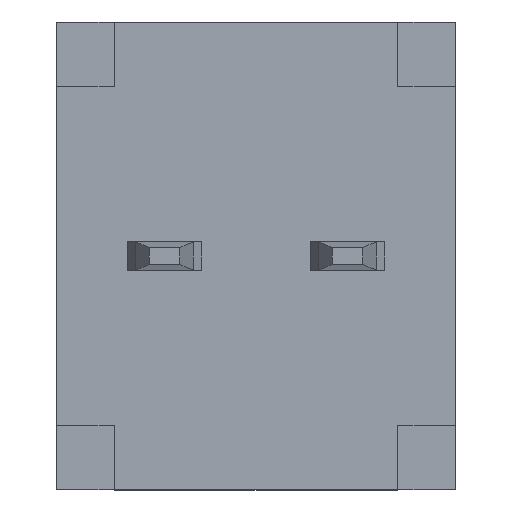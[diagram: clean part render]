
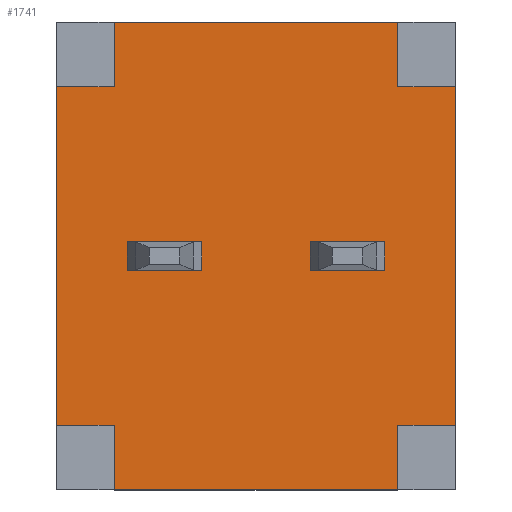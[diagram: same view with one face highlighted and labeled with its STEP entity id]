
A CAD part, front view. The second image highlights one B-rep face of the part: STEP entity #1741.
In plain terms, the highlighted planar face has unit normal (0, -1, 0).
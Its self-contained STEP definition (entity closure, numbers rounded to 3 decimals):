
#2 = LINE ( 'NONE', #801, #2350 ) ;
#17 = CARTESIAN_POINT ( 'NONE',  ( -2.77, 4.1, 2.35 ) ) ;
#53 = VECTOR ( 'NONE', #1450, 1000. ) ;
#136 = EDGE_CURVE ( 'NONE', #1264, #1775, #784, .T. ) ;
#272 = ORIENTED_EDGE ( 'NONE', *, *, #3681, .F. ) ;
#279 = LINE ( 'NONE', #3525, #1046 ) ;
#282 = CARTESIAN_POINT ( 'NONE',  ( 2.77, 4.1, 2.35 ) ) ;
#431 = CARTESIAN_POINT ( 'NONE',  ( 2.77, 4.1, 2.35 ) ) ;
#470 = VERTEX_POINT ( 'NONE', #2838 ) ;
#522 = VECTOR ( 'NONE', #1120, 1000. ) ;
#531 = DIRECTION ( 'NONE',  ( -1., 0., 0. ) ) ;
#579 = DIRECTION ( 'NONE',  ( 0., 0., 1. ) ) ;
#635 = LINE ( 'NONE', #2356, #3468 ) ;
#654 = ORIENTED_EDGE ( 'NONE', *, *, #3269, .T. ) ;
#732 = LINE ( 'NONE', #17, #53 ) ;
#784 = LINE ( 'NONE', #3405, #923 ) ;
#801 = CARTESIAN_POINT ( 'NONE',  ( 2.77, 4.1, 3.25 ) ) ;
#805 = ORIENTED_EDGE ( 'NONE', *, *, #3452, .F. ) ;
#869 = DIRECTION ( 'NONE',  ( -1., 0., 0. ) ) ;
#923 = VECTOR ( 'NONE', #1974, 1000. ) ;
#1046 = VECTOR ( 'NONE', #1540, 1000. ) ;
#1062 = LINE ( 'NONE', #1483, #2796 ) ;
#1118 = CARTESIAN_POINT ( 'NONE',  ( 2.77, 4.1, -2.35 ) ) ;
#1120 = DIRECTION ( 'NONE',  ( -1., 0., 0. ) ) ;
#1141 = EDGE_LOOP ( 'NONE', ( #2866, #2380, #2262, #1155, #805, #3444, #3664, #272, #654, #1237, #2757, #3457 ) ) ;
#1155 = ORIENTED_EDGE ( 'NONE', *, *, #3086, .F. ) ;
#1165 = EDGE_CURVE ( 'NONE', #3523, #2834, #3124, .T. ) ;
#1237 = ORIENTED_EDGE ( 'NONE', *, *, #2351, .T. ) ;
#1262 = CARTESIAN_POINT ( 'NONE',  ( 1.97, 4.1, 2.35 ) ) ;
#1264 = VERTEX_POINT ( 'NONE', #3223 ) ;
#1323 = LINE ( 'NONE', #431, #1951 ) ;
#1450 = DIRECTION ( 'NONE',  ( 0., 0., -1. ) ) ;
#1478 = EDGE_CURVE ( 'NONE', #2227, #2834, #2443, .T. ) ;
#1483 = CARTESIAN_POINT ( 'NONE',  ( 2.77, 4.1, -2.35 ) ) ;
#1536 = VERTEX_POINT ( 'NONE', #2232 ) ;
#1540 = DIRECTION ( 'NONE',  ( 0., 0., -1. ) ) ;
#1543 = CARTESIAN_POINT ( 'NONE',  ( 1.97, 4.1, 3.25 ) ) ;
#1608 = CARTESIAN_POINT ( 'NONE',  ( -1.97, 4.1, 3.25 ) ) ;
#1616 = CARTESIAN_POINT ( 'NONE',  ( -1.97, 4.1, -2.35 ) ) ;
#1635 = CARTESIAN_POINT ( 'NONE',  ( 1.97, 4.1, -2.35 ) ) ;
#1652 = AXIS2_PLACEMENT_3D ( 'NONE', #282, #2297, #579 ) ;
#1675 = CARTESIAN_POINT ( 'NONE',  ( 1.97, 4.1, -3.25 ) ) ;
#1741 = ADVANCED_FACE ( 'NONE', ( #1815 ), #2016, .F. ) ;
#1748 = CARTESIAN_POINT ( 'NONE',  ( 1.97, 4.1, 3.25 ) ) ;
#1762 = DIRECTION ( 'NONE',  ( 0., 0., -1. ) ) ;
#1775 = VERTEX_POINT ( 'NONE', #1262 ) ;
#1815 = FACE_OUTER_BOUND ( 'NONE', #1141, .T. ) ;
#1817 = LINE ( 'NONE', #2596, #3166 ) ;
#1860 = VECTOR ( 'NONE', #3660, 1000. ) ;
#1905 = VERTEX_POINT ( 'NONE', #2738 ) ;
#1910 = VERTEX_POINT ( 'NONE', #1934 ) ;
#1922 = DIRECTION ( 'NONE',  ( -1., 0., 0. ) ) ;
#1934 = CARTESIAN_POINT ( 'NONE',  ( 2.77, 4.1, -2.35 ) ) ;
#1951 = VECTOR ( 'NONE', #2221, 1000. ) ;
#1974 = DIRECTION ( 'NONE',  ( -1., 0., 0. ) ) ;
#2016 = PLANE ( 'NONE',  #1652 ) ;
#2187 = EDGE_CURVE ( 'NONE', #2227, #1905, #1062, .T. ) ;
#2214 = CARTESIAN_POINT ( 'NONE',  ( 0., 4.1, -3.25 ) ) ;
#2221 = DIRECTION ( 'NONE',  ( 0., 0., -1. ) ) ;
#2227 = VERTEX_POINT ( 'NONE', #1616 ) ;
#2232 = CARTESIAN_POINT ( 'NONE',  ( -1.97, 4.1, 2.35 ) ) ;
#2262 = ORIENTED_EDGE ( 'NONE', *, *, #1165, .F. ) ;
#2297 = DIRECTION ( 'NONE',  ( 0., 1., 0. ) ) ;
#2350 = VECTOR ( 'NONE', #1922, 1000. ) ;
#2351 = EDGE_CURVE ( 'NONE', #470, #1536, #1817, .T. ) ;
#2356 = CARTESIAN_POINT ( 'NONE',  ( 2.77, 4.1, 2.35 ) ) ;
#2380 = ORIENTED_EDGE ( 'NONE', *, *, #1478, .T. ) ;
#2443 = LINE ( 'NONE', #1608, #1860 ) ;
#2499 = CARTESIAN_POINT ( 'NONE',  ( -1.97, 4.1, -3.25 ) ) ;
#2511 = LINE ( 'NONE', #1748, #2923 ) ;
#2577 = VERTEX_POINT ( 'NONE', #3274 ) ;
#2596 = CARTESIAN_POINT ( 'NONE',  ( -1.97, 4.1, 3.25 ) ) ;
#2633 = EDGE_CURVE ( 'NONE', #1264, #1910, #1323, .T. ) ;
#2727 = VERTEX_POINT ( 'NONE', #1543 ) ;
#2738 = CARTESIAN_POINT ( 'NONE',  ( -2.77, 4.1, -2.35 ) ) ;
#2757 = ORIENTED_EDGE ( 'NONE', *, *, #3607, .T. ) ;
#2796 = VECTOR ( 'NONE', #869, 1000. ) ;
#2834 = VERTEX_POINT ( 'NONE', #2499 ) ;
#2838 = CARTESIAN_POINT ( 'NONE',  ( -1.97, 4.1, 3.25 ) ) ;
#2866 = ORIENTED_EDGE ( 'NONE', *, *, #2187, .F. ) ;
#2882 = DIRECTION ( 'NONE',  ( 0., 0., -1. ) ) ;
#2887 = DIRECTION ( 'NONE',  ( -1., 0., 0. ) ) ;
#2923 = VECTOR ( 'NONE', #1762, 1000. ) ;
#2954 = EDGE_CURVE ( 'NONE', #2577, #1905, #732, .T. ) ;
#3086 = EDGE_CURVE ( 'NONE', #3414, #3523, #279, .T. ) ;
#3124 = LINE ( 'NONE', #2214, #522 ) ;
#3151 = VECTOR ( 'NONE', #531, 1000. ) ;
#3166 = VECTOR ( 'NONE', #2882, 1000. ) ;
#3223 = CARTESIAN_POINT ( 'NONE',  ( 2.77, 4.1, 2.35 ) ) ;
#3245 = LINE ( 'NONE', #1118, #3151 ) ;
#3269 = EDGE_CURVE ( 'NONE', #2727, #470, #2, .T. ) ;
#3274 = CARTESIAN_POINT ( 'NONE',  ( -2.77, 4.1, 2.35 ) ) ;
#3405 = CARTESIAN_POINT ( 'NONE',  ( 2.77, 4.1, 2.35 ) ) ;
#3414 = VERTEX_POINT ( 'NONE', #1635 ) ;
#3444 = ORIENTED_EDGE ( 'NONE', *, *, #2633, .F. ) ;
#3452 = EDGE_CURVE ( 'NONE', #1910, #3414, #3245, .T. ) ;
#3457 = ORIENTED_EDGE ( 'NONE', *, *, #2954, .T. ) ;
#3468 = VECTOR ( 'NONE', #2887, 1000. ) ;
#3523 = VERTEX_POINT ( 'NONE', #1675 ) ;
#3525 = CARTESIAN_POINT ( 'NONE',  ( 1.97, 4.1, 3.25 ) ) ;
#3607 = EDGE_CURVE ( 'NONE', #1536, #2577, #635, .T. ) ;
#3660 = DIRECTION ( 'NONE',  ( 0., 0., -1. ) ) ;
#3664 = ORIENTED_EDGE ( 'NONE', *, *, #136, .T. ) ;
#3681 = EDGE_CURVE ( 'NONE', #2727, #1775, #2511, .T. ) ;
